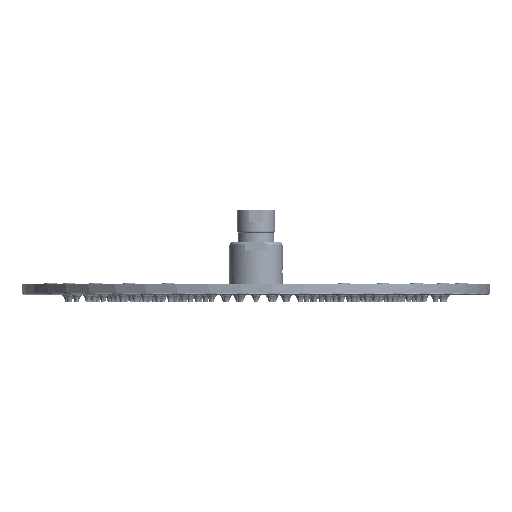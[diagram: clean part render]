
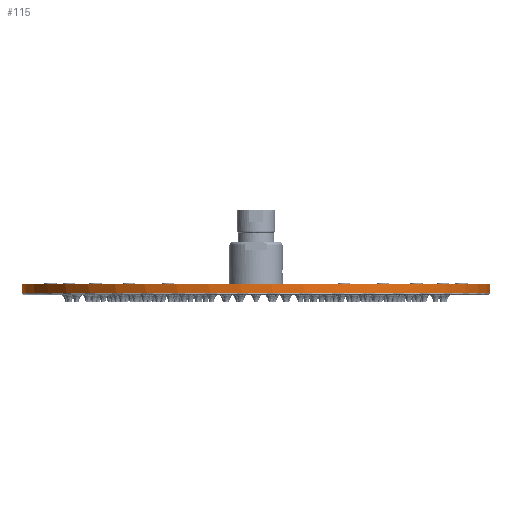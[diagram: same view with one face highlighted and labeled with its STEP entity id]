
A CAD part, front view. The second image highlights one B-rep face of the part: STEP entity #115.
In plain terms, the highlighted cylindrical face has radius 150 mm (diameter 300 mm), a partial arc.
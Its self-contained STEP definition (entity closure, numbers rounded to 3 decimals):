
#115=ADVANCED_FACE('',(#3234),#33809,.T.);
#3234=FACE_OUTER_BOUND('',#5903,.T.);
#5903=EDGE_LOOP('',(#9242,#9243,#9244,#9245,#9246));
#9242=ORIENTED_EDGE('',*,*,#19980,.T.);
#9243=ORIENTED_EDGE('',*,*,#19985,.F.);
#9244=ORIENTED_EDGE('',*,*,#19988,.T.);
#9245=ORIENTED_EDGE('',*,*,#19987,.F.);
#9246=ORIENTED_EDGE('',*,*,#19979,.T.);
#19979=EDGE_CURVE('',#30899,#30901,#26687,.T.);
#19980=EDGE_CURVE('',#30901,#30900,#26688,.T.);
#19985=EDGE_CURVE('',#30903,#30900,#25103,.T.);
#19987=EDGE_CURVE('',#30899,#30904,#25104,.T.);
#19988=EDGE_CURVE('',#30903,#30904,#26694,.T.);
#25103=B_SPLINE_CURVE_WITH_KNOTS('',1,(#141635,#141636),.UNSPECIFIED.,.F.,
 .F.,(2,2),(-5.8,0.),.UNSPECIFIED.);
#25104=B_SPLINE_CURVE_WITH_KNOTS('',1,(#141642,#141643),.UNSPECIFIED.,.F.,
 .F.,(2,2),(-5.8,0.),.UNSPECIFIED.);
#26687=(
BOUNDED_CURVE()
B_SPLINE_CURVE(2,(#141611,#141612,#141613),.UNSPECIFIED.,.F.,.F.)
B_SPLINE_CURVE_WITH_KNOTS((3,3),(466.55,467.469),
 .UNSPECIFIED.)
CURVE()
GEOMETRIC_REPRESENTATION_ITEM()
RATIONAL_B_SPLINE_CURVE((1.,1.,1.))
REPRESENTATION_ITEM('')
);
#26688=(
BOUNDED_CURVE()
B_SPLINE_CURVE(2,(#141614,#141615,#141616,#141617,#141618),
 .UNSPECIFIED.,.F.,.F.)
B_SPLINE_CURVE_WITH_KNOTS((3,2,3),(467.469,700.744,934.019),
 .UNSPECIFIED.)
CURVE()
GEOMETRIC_REPRESENTATION_ITEM()
RATIONAL_B_SPLINE_CURVE((1.,0.708,1.,0.708,1.))
REPRESENTATION_ITEM('')
);
#26694=(
BOUNDED_CURVE()
B_SPLINE_CURVE(2,(#141644,#141645,#141646,#141647,#141648),
 .UNSPECIFIED.,.F.,.F.)
B_SPLINE_CURVE_WITH_KNOTS((3,2,3),(-471.239,-235.619,
0.),.UNSPECIFIED.)
CURVE()
GEOMETRIC_REPRESENTATION_ITEM()
RATIONAL_B_SPLINE_CURVE((1.,0.707,1.,0.707,1.))
REPRESENTATION_ITEM('')
);
#30899=VERTEX_POINT('',#137420);
#30900=VERTEX_POINT('',#137421);
#30901=VERTEX_POINT('',#137422);
#30903=VERTEX_POINT('',#137424);
#30904=VERTEX_POINT('',#137425);
#33809=CYLINDRICAL_SURFACE('',#36315,150.);
#36315=AXIS2_PLACEMENT_3D('',#38862,#37263,$);
#37263=DIRECTION('',(0.,1.,0.));
#38862=CARTESIAN_POINT('',(0.,4.1,0.));
#137420=CARTESIAN_POINT('',(-150.,1.2,0.));
#137421=CARTESIAN_POINT('',(150.,1.2,0.));
#137422=CARTESIAN_POINT('',(-149.997,1.2,0.927));
#137424=CARTESIAN_POINT('',(150.,7.,0.));
#137425=CARTESIAN_POINT('',(-150.,7.,0.));
#141611=CARTESIAN_POINT('',(-150.,1.2,0.));
#141612=CARTESIAN_POINT('',(-150.,1.2,0.463));
#141613=CARTESIAN_POINT('',(-149.997,1.2,0.927));
#141614=CARTESIAN_POINT('',(-149.997,1.2,0.927));
#141615=CARTESIAN_POINT('',(-149.073,1.2,150.461));
#141616=CARTESIAN_POINT('',(0.463,1.2,149.999));
#141617=CARTESIAN_POINT('',(150.,1.2,149.537));
#141618=CARTESIAN_POINT('',(150.,1.2,0.));
#141635=CARTESIAN_POINT('',(150.,7.,0.));
#141636=CARTESIAN_POINT('',(150.,1.2,0.));
#141642=CARTESIAN_POINT('',(-150.,1.2,0.));
#141643=CARTESIAN_POINT('',(-150.,7.,0.));
#141644=CARTESIAN_POINT('',(150.,7.,0.));
#141645=CARTESIAN_POINT('',(150.,7.,150.));
#141646=CARTESIAN_POINT('',(0.,7.,150.));
#141647=CARTESIAN_POINT('',(-150.,7.,150.));
#141648=CARTESIAN_POINT('',(-150.,7.,0.));
